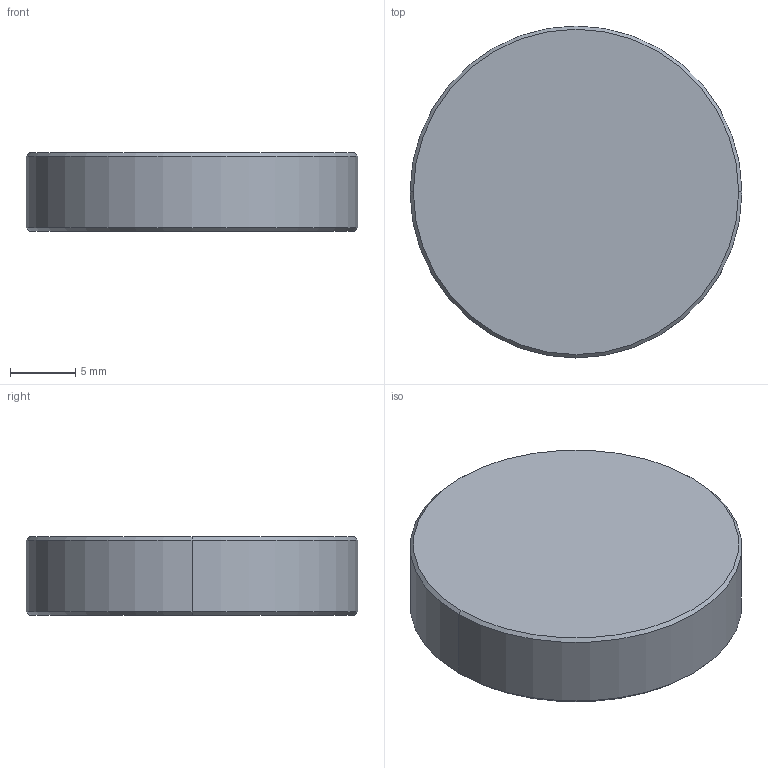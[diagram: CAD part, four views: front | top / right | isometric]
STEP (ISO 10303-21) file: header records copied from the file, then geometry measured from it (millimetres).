
FILE_DESCRIPTION (( 'STEP AP203' ), '1' );
FILE_NAME ('3541-E0W.STEP', '2018-03-19T13:28:28', ( 'admin' ), ( '' ), 'SwSTEP 2.0', 'SolidWorks 2016', '' );
FILE_SCHEMA (( 'CONFIG_CONTROL_DESIGN' ));
Length unit declared in the file: inch
Products named in the file (1): 3541-E0W
Bounding box: 25.4 x 25.4 x 6 mm (x, y, z)
Volume: 3035.3 mm3; surface area: 1468.9 mm2
Topology: 1 solids, 1 shells, 218 faces, 569 edges, 378 vertices
Faces by surface type: plane 129, bspline 83, cone 4, cylinder 2
Entity records: 11162 total; most frequent: CARTESIAN_POINT 6281, ORIENTED_EDGE 1138, DIRECTION 683, EDGE_CURVE 569, LINE 395, VECTOR 395, VERTEX_POINT 378, EDGE_LOOP 243
